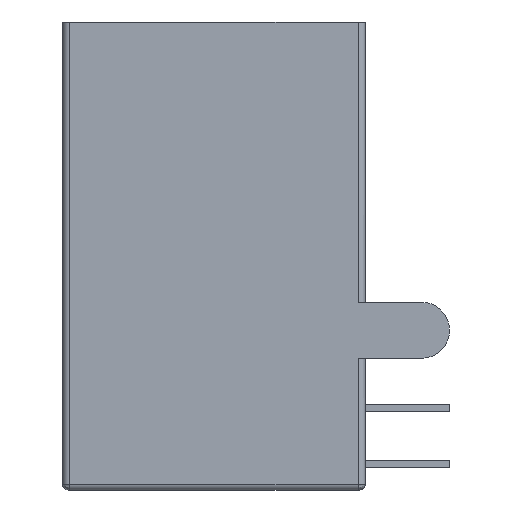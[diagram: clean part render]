
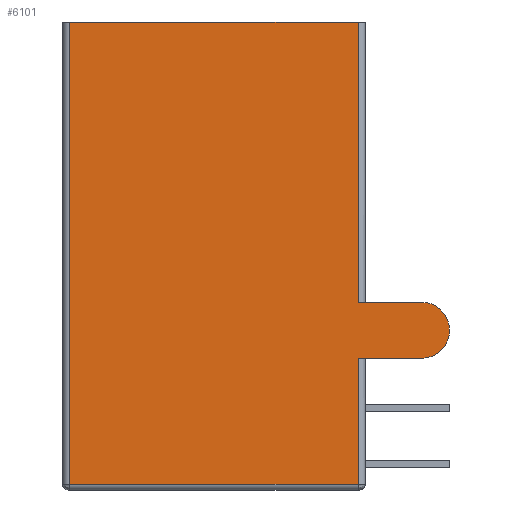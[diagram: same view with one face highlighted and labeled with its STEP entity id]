
A CAD part, left-side view. The second image highlights one B-rep face of the part: STEP entity #6101.
In plain terms, the highlighted planar face has unit normal (-1, 0, 0).
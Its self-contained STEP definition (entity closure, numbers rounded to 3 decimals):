
#226=PLANE('',#6588);
#698=LINE('',#10347,#1319);
#703=LINE('',#10401,#1324);
#705=LINE('',#10407,#1326);
#706=LINE('',#10409,#1327);
#707=LINE('',#10413,#1328);
#708=LINE('',#10415,#1329);
#709=LINE('',#10416,#1330);
#1319=VECTOR('',#7894,10.);
#1324=VECTOR('',#7925,10.);
#1326=VECTOR('',#7931,10.);
#1327=VECTOR('',#7932,10.);
#1328=VECTOR('',#7935,10.);
#1329=VECTOR('',#7936,10.);
#1330=VECTOR('',#7937,10.);
#1866=FACE_OUTER_BOUND('',#2207,.T.);
#2207=EDGE_LOOP('',(#5260,#5261,#5262,#5263,#5264,#5265,#5266,#5267));
#2480=CIRCLE('',#6589,1.);
#2951=VERTEX_POINT('',#10337);
#2953=VERTEX_POINT('',#10343);
#2963=VERTEX_POINT('',#10400);
#2965=VERTEX_POINT('',#10406);
#2966=VERTEX_POINT('',#10408);
#2967=VERTEX_POINT('',#10410);
#2968=VERTEX_POINT('',#10412);
#2969=VERTEX_POINT('',#10414);
#3749=EDGE_CURVE('',#2951,#2953,#698,.T.);
#3764=EDGE_CURVE('',#2953,#2963,#703,.T.);
#3767=EDGE_CURVE('',#2951,#2965,#705,.T.);
#3768=EDGE_CURVE('',#2966,#2965,#706,.T.);
#3769=EDGE_CURVE('',#2967,#2966,#2480,.T.);
#3770=EDGE_CURVE('',#2968,#2967,#707,.T.);
#3771=EDGE_CURVE('',#2968,#2969,#708,.T.);
#3772=EDGE_CURVE('',#2963,#2969,#709,.T.);
#5260=ORIENTED_EDGE('',*,*,#3749,.F.);
#5261=ORIENTED_EDGE('',*,*,#3767,.T.);
#5262=ORIENTED_EDGE('',*,*,#3768,.F.);
#5263=ORIENTED_EDGE('',*,*,#3769,.F.);
#5264=ORIENTED_EDGE('',*,*,#3770,.F.);
#5265=ORIENTED_EDGE('',*,*,#3771,.T.);
#5266=ORIENTED_EDGE('',*,*,#3772,.F.);
#5267=ORIENTED_EDGE('',*,*,#3764,.F.);
#6101=ADVANCED_FACE('',(#1866),#226,.T.);
#6588=AXIS2_PLACEMENT_3D('',#10405,#7929,#7930);
#6589=AXIS2_PLACEMENT_3D('',#10411,#7933,#7934);
#7894=DIRECTION('',(0.,1.,0.));
#7925=DIRECTION('',(0.,0.,1.));
#7929=DIRECTION('center_axis',(-1.,0.,0.));
#7930=DIRECTION('ref_axis',(0.,1.,0.));
#7931=DIRECTION('',(0.,0.,1.));
#7932=DIRECTION('',(0.,1.,0.));
#7933=DIRECTION('center_axis',(1.,0.,0.));
#7934=DIRECTION('ref_axis',(0.,-0.707,-0.707));
#7935=DIRECTION('',(0.,-1.,0.));
#7936=DIRECTION('',(0.,0.,1.));
#7937=DIRECTION('',(0.,-1.,0.));
#10337=CARTESIAN_POINT('',(-6.1,-5.15,-16.3));
#10343=CARTESIAN_POINT('',(-6.1,5.15,-16.3));
#10347=CARTESIAN_POINT('',(-6.1,-2.575,-16.3));
#10400=CARTESIAN_POINT('',(-6.1,5.15,0.2));
#10401=CARTESIAN_POINT('',(-6.1,5.15,0.));
#10405=CARTESIAN_POINT('Origin',(-6.1,-5.15,0.));
#10406=CARTESIAN_POINT('',(-6.1,-5.15,-11.8));
#10407=CARTESIAN_POINT('',(-6.1,-5.15,0.));
#10408=CARTESIAN_POINT('',(-6.1,-7.407,-11.8));
#10409=CARTESIAN_POINT('',(-6.1,-8.407,-11.8));
#10410=CARTESIAN_POINT('',(-6.1,-7.407,-9.8));
#10411=CARTESIAN_POINT('Origin',(-6.1,-7.407,-10.8));
#10412=CARTESIAN_POINT('',(-6.1,-5.15,-9.8));
#10413=CARTESIAN_POINT('',(-6.1,-5.407,-9.8));
#10414=CARTESIAN_POINT('',(-6.1,-5.15,0.2));
#10415=CARTESIAN_POINT('',(-6.1,-5.15,0.));
#10416=CARTESIAN_POINT('',(-6.1,5.15,0.2));
